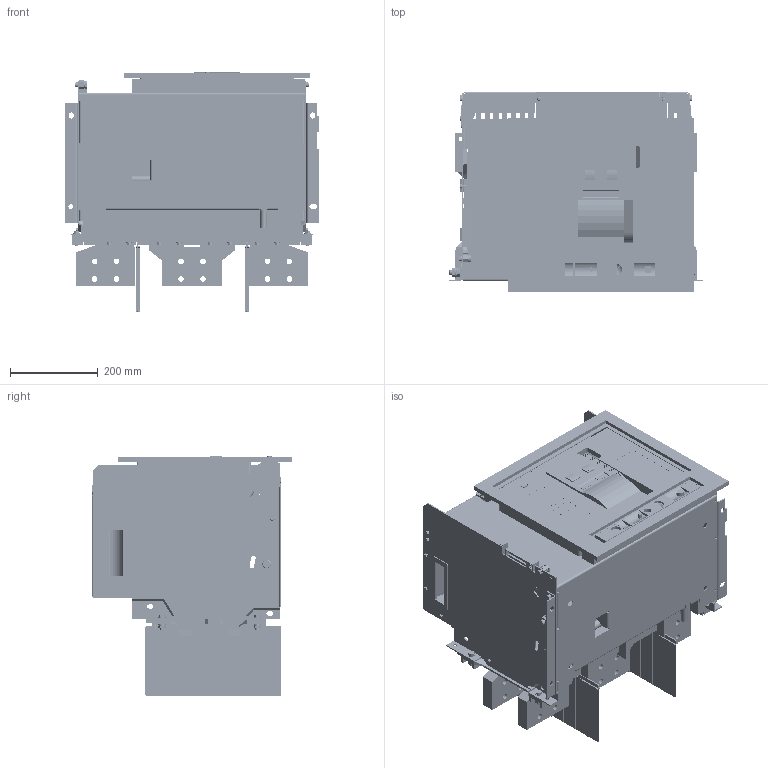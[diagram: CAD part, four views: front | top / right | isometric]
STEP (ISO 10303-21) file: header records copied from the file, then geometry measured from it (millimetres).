
FILE_DESCRIPTION (( 'STEP AP203' ), '1' );
FILE_NAME ('MCCB45-4000-4000V-V2.ÃÌ Âûêëþ÷àòåëü âîçäóøíûé àâòîìàòè÷åñêèé ÂÀ-45 4000-4000À 3P 100êÀ âûêàòíîé v2 EKF.STEP', '2026-03-11T11:34:09', ( '' ), ( '' ), 'SwSTEP 2.0', 'SolidWorks 2021', '' );
FILE_SCHEMA (( 'CONFIG_CONTROL_DESIGN' ));
Products named in the file (1): MCCB45-4000-4000V-V2.ÃÌ Âûêëþ÷àòåëü âîçäóøíûé àâòîìàòè÷åñêèé ÂÀ-45 4000-4000À 3P 100êÀ âûêàòíîé v2 EKF
Bounding box: 582 x 457 x 548.5 mm (x, y, z)
Volume: 31646773.4 mm3; surface area: 3927185.9 mm2
Topology: 250 solids, 250 shells, 9132 faces, 24045 edges, 15972 vertices
Faces by surface type: plane 5460, bspline 2110, cylinder 1536, cone 20, torus 4, sphere 2
Entity records: 365194 total; most frequent: CARTESIAN_POINT 149800, ORIENTED_EDGE 48090, DIRECTION 37033, EDGE_CURVE 24045, LINE 16535, VECTOR 16535, VERTEX_POINT 15972, EDGE_LOOP 10297
